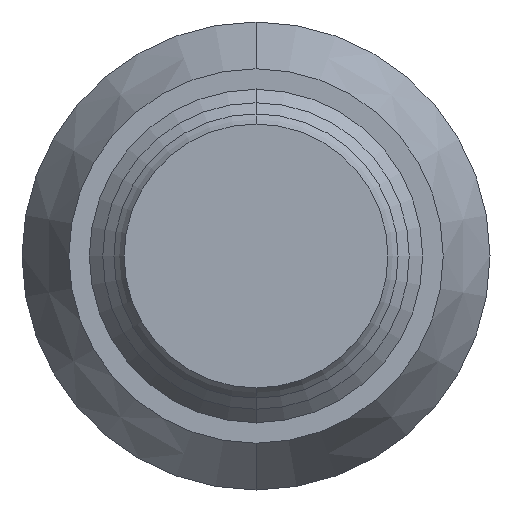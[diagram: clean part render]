
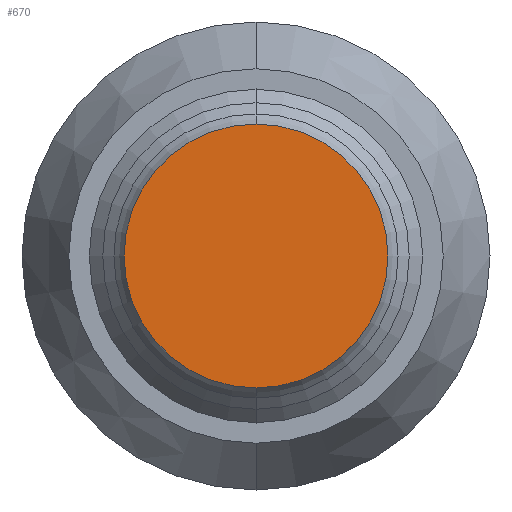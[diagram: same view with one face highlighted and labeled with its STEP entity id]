
A CAD part, left-side view. The second image highlights one B-rep face of the part: STEP entity #670.
In plain terms, the highlighted planar face has unit normal (-1, 0, 0).
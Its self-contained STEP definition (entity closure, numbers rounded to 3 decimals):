
#347=CARTESIAN_POINT('',(0.,0.,0.));
#348=DIRECTION('',(1.,0.,0.));
#349=DIRECTION('',(0.,0.,1.));
#350=AXIS2_PLACEMENT_3D('',#347,#348,#349);
#352=CARTESIAN_POINT('',(0.,0.,0.));
#353=DIRECTION('',(-1.,0.,0.));
#354=DIRECTION('',(0.,0.,1.));
#355=AXIS2_PLACEMENT_3D('',#352,#353,#354);
#367=CARTESIAN_POINT('',(0.,0.,12.502));
#369=VERTEX_POINT('',#367);
#387=CARTESIAN_POINT('',(0.,0.,-12.502));
#389=VERTEX_POINT('',#387);
#661=CARTESIAN_POINT('',(0.,0.,0.));
#662=DIRECTION('',(-1.,0.,0.));
#663=DIRECTION('',(0.,0.,-1.));
#664=AXIS2_PLACEMENT_3D('',#661,#662,#663);
#665=PLANE('',#664);
#666=ORIENTED_EDGE('',*,*,#643,.T.);
#667=ORIENTED_EDGE('',*,*,#654,.F.);
#668=EDGE_LOOP('',(#666,#667));
#669=FACE_OUTER_BOUND('',#668,.F.);
#670=ADVANCED_FACE('',(#669),#665,.T.);
#351=CIRCLE('',#350,12.502);
#356=CIRCLE('',#355,12.502);
#643=EDGE_CURVE('',#369,#389,#351,.T.);
#654=EDGE_CURVE('',#369,#389,#356,.T.);
